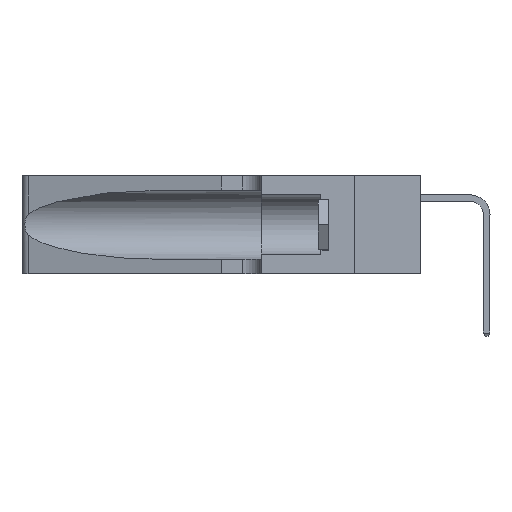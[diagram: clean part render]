
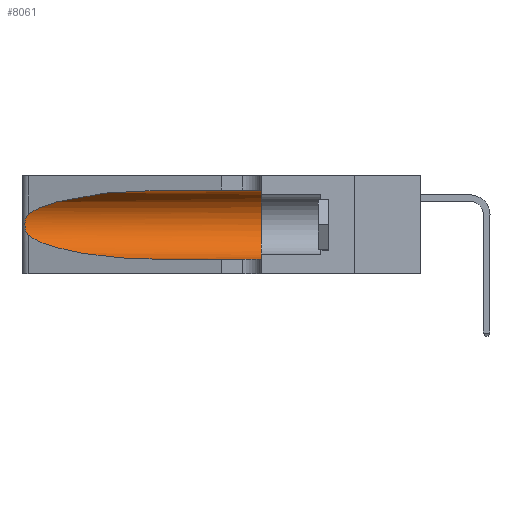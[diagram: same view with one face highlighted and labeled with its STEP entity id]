
A CAD part, left-side view. The second image highlights one B-rep face of the part: STEP entity #8061.
In plain terms, the highlighted cylindrical face has radius 3.308 mm (diameter 6.617 mm), a partial arc.
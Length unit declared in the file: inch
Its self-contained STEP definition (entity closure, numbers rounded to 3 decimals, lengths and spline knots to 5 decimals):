
#193 = CARTESIAN_POINT ( 'NONE',  ( 0.1305, 1.61858, 0.31525 ) ) ;
#232 = CARTESIAN_POINT ( 'NONE',  ( 0.25555, 1.22993, 0.14849 ) ) ;
#1064 = CARTESIAN_POINT ( 'NONE',  ( 0.1305, 0.72297, 0.05475 ) ) ;
#1301 = CARTESIAN_POINT ( 'NONE',  ( 0.1305, 0.72297, 0.05475 ) ) ;
#1417 =( BOUNDED_CURVE ( )  B_SPLINE_CURVE ( 3, ( #12205, #23216, #17725, #1301 ),
 .UNSPECIFIED., .F., .T. ) 
 B_SPLINE_CURVE_WITH_KNOTS ( ( 4, 4 ),
 ( 3.44316, 4.71239 ),
 .UNSPECIFIED. ) 
 CURVE ( )  GEOMETRIC_REPRESENTATION_ITEM ( )  RATIONAL_B_SPLINE_CURVE ( ( 1., 0.87, 0.87, 1. ) ) 
 REPRESENTATION_ITEM ( '' )  );
#4203 = DIRECTION ( 'NONE',  ( 0., 0., -1. ) ) ;
#4789 = CYLINDRICAL_SURFACE ( 'NONE', #17420, 0.13025 ) ;
#5451 = VERTEX_POINT ( 'NONE', #31173 ) ;
#5640 = CARTESIAN_POINT ( 'NONE',  ( 0.25787, 1.23484, 0.2124 ) ) ;
#5886 = EDGE_CURVE ( 'NONE', #20829, #16673, #32952, .T. ) ;
#6583 = DIRECTION ( 'NONE',  ( 0., 1., 0. ) ) ;
#7977 = VERTEX_POINT ( 'NONE', #14528 ) ;
#8061 = ADVANCED_FACE ( 'NONE', ( #26800 ), #4789, .F. ) ;
#8391 = CARTESIAN_POINT ( 'NONE',  ( 0.26018, 1.23835, 0.19895 ) ) ;
#9902 = CARTESIAN_POINT ( 'NONE',  ( 0.25487, 1.22718, 0.14631 ) ) ;
#9984 = ORIENTED_EDGE ( 'NONE', *, *, #15280, .T. ) ;
#10526 = CARTESIAN_POINT ( 'NONE',  ( 0.25555, 1.22994, 0.2215 ) ) ;
#10896 = VECTOR ( 'NONE', #27524, 39.37008 ) ;
#10943 = CARTESIAN_POINT ( 'NONE',  ( 0.1305, 1.61858, 0.05475 ) ) ;
#11093 = CARTESIAN_POINT ( 'NONE',  ( 0.1305, 0.72297, 0.31525 ) ) ;
#11128 = CARTESIAN_POINT ( 'NONE',  ( 0.26075, 1.23896, 0.178 ) ) ;
#12205 = CARTESIAN_POINT ( 'NONE',  ( 0.25487, 1.22718, 0.14631 ) ) ;
#13880 = CARTESIAN_POINT ( 'NONE',  ( 0.25856, 1.23593, 0.16098 ) ) ;
#14528 = CARTESIAN_POINT ( 'NONE',  ( 0.1305, 0.72297, 0.31525 ) ) ;
#15280 = EDGE_CURVE ( 'NONE', #5451, #31662, #28007, .T. ) ;
#15963 = EDGE_CURVE ( 'NONE', #7977, #21168, #34667, .T. ) ;
#16271 = CARTESIAN_POINT ( 'NONE',  ( 0.1305, 0.35, 0.31525 ) ) ;
#16633 = CARTESIAN_POINT ( 'NONE',  ( 0.25487, 1.22718, 0.22369 ) ) ;
#16670 = CARTESIAN_POINT ( 'NONE',  ( 0.25639, 1.23186, 0.15144 ) ) ;
#16673 = VERTEX_POINT ( 'NONE', #33631 ) ;
#17420 = AXIS2_PLACEMENT_3D ( 'NONE', #17980, #20667, #4203 ) ;
#17725 = CARTESIAN_POINT ( 'NONE',  ( 0.18966, 0.96281, 0.05475 ) ) ;
#17980 = CARTESIAN_POINT ( 'NONE',  ( 0.1305, 1.61858, 0.185 ) ) ;
#18585 = EDGE_LOOP ( 'NONE', ( #24352, #9984, #30406, #26525, #20541, #20498 ) ) ;
#18815 = CARTESIAN_POINT ( 'NONE',  ( 0.25487, 1.22718, 0.22369 ) ) ;
#18857 =( BOUNDED_CURVE ( )  B_SPLINE_CURVE ( 3, ( #11093, #27669, #33204, #16633 ),
 .UNSPECIFIED., .F., .F. ) 
 B_SPLINE_CURVE_WITH_KNOTS ( ( 4, 4 ),
 ( 1.5708, 2.84003 ),
 .UNSPECIFIED. ) 
 CURVE ( )  GEOMETRIC_REPRESENTATION_ITEM ( )  RATIONAL_B_SPLINE_CURVE ( ( 1., 0.87, 0.87, 1. ) ) 
 REPRESENTATION_ITEM ( '' )  );
#19421 = CARTESIAN_POINT ( 'NONE',  ( 0.25487, 1.22718, 0.14631 ) ) ;
#19938 = VECTOR ( 'NONE', #22077, 39.37008 ) ;
#20498 = ORIENTED_EDGE ( 'NONE', *, *, #15963, .F. ) ;
#20541 = ORIENTED_EDGE ( 'NONE', *, *, #31266, .F. ) ;
#20667 = DIRECTION ( 'NONE',  ( 0., -1., 0. ) ) ;
#20829 = VERTEX_POINT ( 'NONE', #1064 ) ;
#21168 = VERTEX_POINT ( 'NONE', #16271 ) ;
#21626 = CARTESIAN_POINT ( 'NONE',  ( 0.25639, 1.23184, 0.21858 ) ) ;
#22077 = DIRECTION ( 'NONE',  ( 0., -1., 0. ) ) ;
#23106 = CARTESIAN_POINT ( 'NONE',  ( 0.1305, 0.35, 0.185 ) ) ;
#23216 = CARTESIAN_POINT ( 'NONE',  ( 0.2373, 1.15595, 0.08982 ) ) ;
#24173 = EDGE_CURVE ( 'NONE', #7977, #5451, #18857, .T. ) ;
#24352 = ORIENTED_EDGE ( 'NONE', *, *, #24173, .T. ) ;
#24903 = CARTESIAN_POINT ( 'NONE',  ( 0.25854, 1.2359, 0.20912 ) ) ;
#25886 = DIRECTION ( 'NONE',  ( 0., 0., 1. ) ) ;
#26525 = ORIENTED_EDGE ( 'NONE', *, *, #5886, .T. ) ;
#26800 = FACE_OUTER_BOUND ( 'NONE', #18585, .T. ) ;
#26952 = AXIS2_PLACEMENT_3D ( 'NONE', #23106, #6583, #25886 ) ;
#27080 = EDGE_CURVE ( 'NONE', #31662, #20829, #1417, .T. ) ;
#27434 = CIRCLE ( 'NONE', #26952, 0.13025 ) ;
#27524 = DIRECTION ( 'NONE',  ( 0., -1., 0. ) ) ;
#27669 = CARTESIAN_POINT ( 'NONE',  ( 0.18966, 0.96281, 0.31525 ) ) ;
#27711 = CARTESIAN_POINT ( 'NONE',  ( 0.26075, 1.23896, 0.19203 ) ) ;
#28007 = B_SPLINE_CURVE_WITH_KNOTS ( 'NONE', 3,
 ( #18815, #10526, #21626, #5640, #24903, #8391, #27711, #11128, #30481, #13880, #33238, #16670, #232, #19421 ),
 .UNSPECIFIED., .F., .F.,
 ( 4, 2, 2, 2, 2, 2, 4 ),
 ( 0., 0.00027, 0.00053, 0.00107, 0.0016, 0.00187, 0.00214 ),
 .UNSPECIFIED. ) ;
#30406 = ORIENTED_EDGE ( 'NONE', *, *, #27080, .T. ) ;
#30481 = CARTESIAN_POINT ( 'NONE',  ( 0.26017, 1.23833, 0.17102 ) ) ;
#31173 = CARTESIAN_POINT ( 'NONE',  ( 0.25487, 1.22718, 0.22369 ) ) ;
#31266 = EDGE_CURVE ( 'NONE', #21168, #16673, #27434, .T. ) ;
#31662 = VERTEX_POINT ( 'NONE', #9902 ) ;
#32952 = LINE ( 'NONE', #10943, #10896 ) ;
#33204 = CARTESIAN_POINT ( 'NONE',  ( 0.2373, 1.15595, 0.28018 ) ) ;
#33238 = CARTESIAN_POINT ( 'NONE',  ( 0.25789, 1.23486, 0.15765 ) ) ;
#33631 = CARTESIAN_POINT ( 'NONE',  ( 0.1305, 0.35, 0.05475 ) ) ;
#34667 = LINE ( 'NONE', #193, #19938 ) ;
